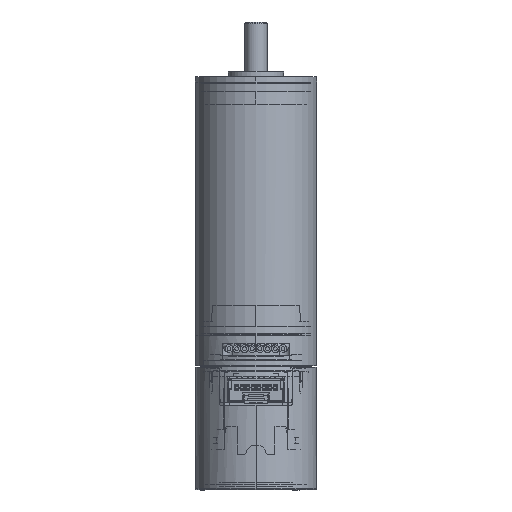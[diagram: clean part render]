
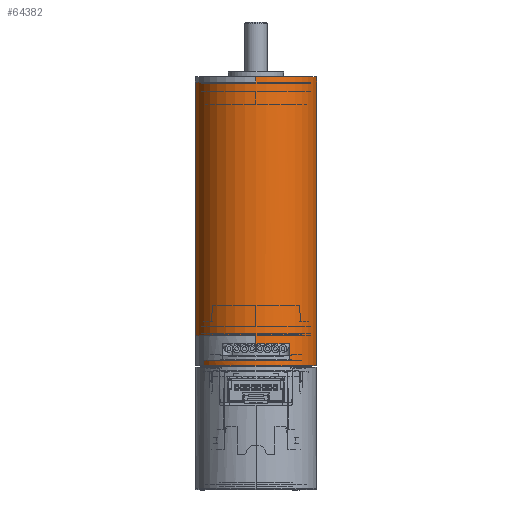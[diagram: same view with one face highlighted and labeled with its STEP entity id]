
A CAD part, front view. The second image highlights one B-rep face of the part: STEP entity #64382.
In plain terms, the highlighted cylindrical face has radius 11 mm (diameter 22 mm), a partial arc.
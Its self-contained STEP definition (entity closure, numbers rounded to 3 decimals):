
#6302=CARTESIAN_POINT('',(0.,0.,-4.5));
#6303=DIRECTION('',(0.,0.,-1.));
#6304=DIRECTION('',(0.,1.,0.));
#6305=AXIS2_PLACEMENT_3D('',#6302,#6303,#6304);
#6307=DIRECTION('',(0.,0.,-1.));
#6308=VECTOR('',#6307,1.);
#6309=CARTESIAN_POINT('',(-9.526,-5.5,-4.5));
#6310=LINE('',#6309,#6308);
#6311=CARTESIAN_POINT('',(6.168,-9.108,-4.3));
#6312=CARTESIAN_POINT('',(6.235,-9.063,
-4.367));
#6313=CARTESIAN_POINT('',(6.301,-9.017,
-4.434));
#6314=CARTESIAN_POINT('',(6.368,-8.97,-4.5));
#6316=DIRECTION('',(0.,0.,-1.));
#6317=VECTOR('',#6316,2.8);
#6318=CARTESIAN_POINT('',(6.168,-9.108,-1.5));
#6319=LINE('',#6318,#6317);
#6320=CARTESIAN_POINT('',(0.,0.,-1.5));
#6321=DIRECTION('',(0.,0.,-1.));
#6322=DIRECTION('',(0.561,-0.828,0.));
#6323=AXIS2_PLACEMENT_3D('',#6320,#6321,#6322);
#6325=CARTESIAN_POINT('',(0.,0.,0.));
#6326=DIRECTION('',(0.,0.,-1.));
#6327=DIRECTION('',(0.,-1.,0.));
#6328=AXIS2_PLACEMENT_3D('',#6325,#6326,#6327);
#6330=CARTESIAN_POINT('',(0.,0.,46.));
#6331=DIRECTION('',(0.,0.,-1.));
#6332=DIRECTION('',(0.,-1.,0.));
#6333=AXIS2_PLACEMENT_3D('',#6330,#6331,#6332);
#6335=CARTESIAN_POINT('',(0.,0.,-4.5));
#6336=DIRECTION('',(0.,0.,-1.));
#6337=DIRECTION('',(-0.579,-0.815,0.));
#6338=AXIS2_PLACEMENT_3D('',#6335,#6336,#6337);
#6340=DIRECTION('',(0.,0.,-1.));
#6341=VECTOR('',#6340,1.);
#6342=CARTESIAN_POINT('',(9.526,5.5,-4.5));
#6343=LINE('',#6342,#6341);
#6344=DIRECTION('',(0.,0.,1.));
#6345=VECTOR('',#6344,4.5);
#6346=CARTESIAN_POINT('',(0.,11.,-4.5));
#6347=LINE('',#6346,#6345);
#6348=CARTESIAN_POINT('',(0.,0.,0.));
#6349=DIRECTION('',(0.,0.,-1.));
#6350=DIRECTION('',(0.,1.,0.));
#6351=AXIS2_PLACEMENT_3D('',#6348,#6349,#6350);
#6353=DIRECTION('',(0.,0.,-1.));
#6354=VECTOR('',#6353,46.);
#6355=CARTESIAN_POINT('',(11.,0.,46.));
#6356=LINE('',#6355,#6354);
#6357=CARTESIAN_POINT('',(0.,0.,46.));
#6358=DIRECTION('',(0.,0.,-1.));
#6359=DIRECTION('',(0.,1.,0.));
#6360=AXIS2_PLACEMENT_3D('',#6357,#6358,#6359);
#6362=DIRECTION('',(0.,0.,1.));
#6363=VECTOR('',#6362,1.);
#6364=CARTESIAN_POINT('',(0.,11.,46.));
#6365=LINE('',#6364,#6363);
#6366=DIRECTION('',(0.,0.,1.));
#6367=VECTOR('',#6366,1.);
#6368=CARTESIAN_POINT('',(0.,-11.,46.));
#6369=LINE('',#6368,#6367);
#6370=DIRECTION('',(0.,0.,-1.));
#6371=VECTOR('',#6370,46.);
#6372=CARTESIAN_POINT('',(-11.,0.,46.));
#6373=LINE('',#6372,#6371);
#6374=DIRECTION('',(0.,0.,1.));
#6375=VECTOR('',#6374,1.5);
#6376=CARTESIAN_POINT('',(0.,-11.,-1.5));
#6377=LINE('',#6376,#6375);
#6392=CARTESIAN_POINT('',(0.,0.,-5.5));
#6393=DIRECTION('',(0.,0.,-1.));
#6394=DIRECTION('',(0.866,0.5,0.));
#6395=AXIS2_PLACEMENT_3D('',#6392,#6393,#6394);
#43046=CARTESIAN_POINT('',(0.,0.,47.));
#43047=DIRECTION('',(0.,0.,-1.));
#43048=DIRECTION('',(0.,1.,0.));
#43049=AXIS2_PLACEMENT_3D('',#43046,#43047,#43048);
#43486=CARTESIAN_POINT('',(0.,0.,-4.5));
#43487=DIRECTION('',(0.,0.,1.));
#43488=DIRECTION('',(-0.579,-0.815,0.));
#43489=AXIS2_PLACEMENT_3D('',#43486,#43487,#43488);
#50409=CARTESIAN_POINT('',(0.,11.,47.));
#50410=CARTESIAN_POINT('',(0.,-11.,47.));
#50411=VERTEX_POINT('',#50409);
#50412=VERTEX_POINT('',#50410);
#50479=CARTESIAN_POINT('',(0.,11.,46.));
#50480=CARTESIAN_POINT('',(11.,0.,46.));
#50481=VERTEX_POINT('',#50479);
#50482=VERTEX_POINT('',#50480);
#50483=CARTESIAN_POINT('',(0.,-11.,46.));
#50484=CARTESIAN_POINT('',(-11.,0.,46.));
#50485=VERTEX_POINT('',#50483);
#50486=VERTEX_POINT('',#50484);
#50621=CARTESIAN_POINT('',(6.168,-9.108,-1.5));
#50622=CARTESIAN_POINT('',(0.,-11.,-1.5));
#50623=VERTEX_POINT('',#50621);
#50624=VERTEX_POINT('',#50622);
#50687=CARTESIAN_POINT('',(6.168,-9.108,-4.3));
#50689=VERTEX_POINT('',#50687);
#50732=CARTESIAN_POINT('',(0.,-11.,0.));
#50733=CARTESIAN_POINT('',(-11.,0.,0.));
#50734=VERTEX_POINT('',#50732);
#50735=VERTEX_POINT('',#50733);
#50736=CARTESIAN_POINT('',(0.,11.,0.));
#50737=CARTESIAN_POINT('',(11.,0.,0.));
#50738=VERTEX_POINT('',#50736);
#50739=VERTEX_POINT('',#50737);
#50848=CARTESIAN_POINT('',(-9.526,-5.5,-5.5));
#50849=CARTESIAN_POINT('',(9.526,5.5,-5.5));
#50850=VERTEX_POINT('',#50848);
#50851=VERTEX_POINT('',#50849);
#55445=CARTESIAN_POINT('',(0.,11.,-4.5));
#55446=CARTESIAN_POINT('',(9.526,5.5,-4.5));
#55447=VERTEX_POINT('',#55445);
#55448=VERTEX_POINT('',#55446);
#55449=CARTESIAN_POINT('',(-6.368,-8.97,-4.5));
#55450=CARTESIAN_POINT('',(-9.526,-5.5,-4.5));
#55451=VERTEX_POINT('',#55449);
#55452=VERTEX_POINT('',#55450);
#55474=CARTESIAN_POINT('',(6.368,-8.97,-4.5));
#55476=VERTEX_POINT('',#55474);
#64337=CARTESIAN_POINT('',(0.,0.,48.3));
#64338=DIRECTION('',(0.,0.,-1.));
#64339=DIRECTION('',(1.,0.,0.));
#64340=AXIS2_PLACEMENT_3D('',#64337,#64338,#64339);
#64341=CYLINDRICAL_SURFACE('',#64340,11.);
#64343=ORIENTED_EDGE('',*,*,#64342,.T.);
#64345=ORIENTED_EDGE('',*,*,#64344,.T.);
#64347=ORIENTED_EDGE('',*,*,#64346,.T.);
#64349=ORIENTED_EDGE('',*,*,#64348,.F.);
#64351=ORIENTED_EDGE('',*,*,#64350,.F.);
#64353=ORIENTED_EDGE('',*,*,#64352,.T.);
#64355=ORIENTED_EDGE('',*,*,#64354,.F.);
#64356=ORIENTED_EDGE('',*,*,#64325,.F.);
#64357=ORIENTED_EDGE('',*,*,#60961,.T.);
#64359=ORIENTED_EDGE('',*,*,#64358,.T.);
#64361=ORIENTED_EDGE('',*,*,#64360,.T.);
#64363=ORIENTED_EDGE('',*,*,#64362,.F.);
#64365=ORIENTED_EDGE('',*,*,#64364,.F.);
#64367=ORIENTED_EDGE('',*,*,#64366,.T.);
#64369=ORIENTED_EDGE('',*,*,#64368,.F.);
#64371=ORIENTED_EDGE('',*,*,#64370,.F.);
#64373=ORIENTED_EDGE('',*,*,#64372,.T.);
#64375=ORIENTED_EDGE('',*,*,#64374,.T.);
#64377=ORIENTED_EDGE('',*,*,#64376,.F.);
#64379=ORIENTED_EDGE('',*,*,#64378,.F.);
#64380=EDGE_LOOP('',(#64343,#64345,#64347,#64349,#64351,#64353,#64355,#64356,
#64357,#64359,#64361,#64363,#64365,#64367,#64369,#64371,#64373,#64375,#64377,
#64379));
#64381=FACE_OUTER_BOUND('',#64380,.F.);
#64382=ADVANCED_FACE('',(#64381),#64341,.T.);
#6306=CIRCLE('',#6305,11.);
#6315=B_SPLINE_CURVE_WITH_KNOTS('',3,(#6311,#6312,#6313,#6314),.UNSPECIFIED.,
.F.,.F.,(4,4),(0.,1.),.UNSPECIFIED.);
#6324=CIRCLE('',#6323,11.);
#6329=CIRCLE('',#6328,11.);
#6334=CIRCLE('',#6333,11.);
#6339=CIRCLE('',#6338,11.);
#6352=CIRCLE('',#6351,11.);
#6361=CIRCLE('',#6360,11.);
#6396=CIRCLE('',#6395,11.);
#43050=CIRCLE('',#43049,11.);
#43490=CIRCLE('',#43489,11.);
#60961=EDGE_CURVE('',#50623,#50624,#6324,.T.);
#64325=EDGE_CURVE('',#50623,#50689,#6319,.T.);
#64342=EDGE_CURVE('',#55447,#55448,#6306,.T.);
#64344=EDGE_CURVE('',#55448,#50851,#6343,.T.);
#64346=EDGE_CURVE('',#50851,#50850,#6396,.T.);
#64348=EDGE_CURVE('',#55452,#50850,#6310,.T.);
#64350=EDGE_CURVE('',#55451,#55452,#6339,.T.);
#64352=EDGE_CURVE('',#55451,#55476,#43490,.T.);
#64354=EDGE_CURVE('',#50689,#55476,#6315,.T.);
#64358=EDGE_CURVE('',#50624,#50734,#6377,.T.);
#64360=EDGE_CURVE('',#50734,#50735,#6329,.T.);
#64362=EDGE_CURVE('',#50486,#50735,#6373,.T.);
#64364=EDGE_CURVE('',#50485,#50486,#6334,.T.);
#64366=EDGE_CURVE('',#50485,#50412,#6369,.T.);
#64368=EDGE_CURVE('',#50411,#50412,#43050,.T.);
#64370=EDGE_CURVE('',#50481,#50411,#6365,.T.);
#64372=EDGE_CURVE('',#50481,#50482,#6361,.T.);
#64374=EDGE_CURVE('',#50482,#50739,#6356,.T.);
#64376=EDGE_CURVE('',#50738,#50739,#6352,.T.);
#64378=EDGE_CURVE('',#55447,#50738,#6347,.T.);
